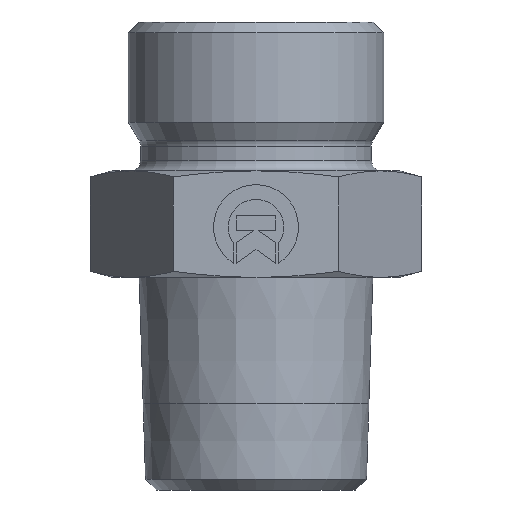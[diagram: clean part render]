
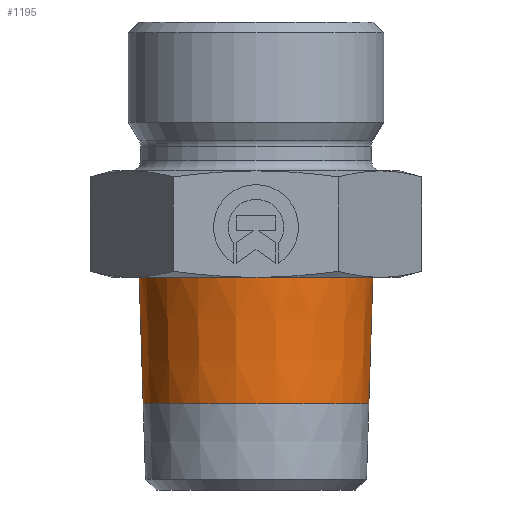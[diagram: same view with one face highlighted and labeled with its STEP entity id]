
A CAD part, left-side view. The second image highlights one B-rep face of the part: STEP entity #1195.
In plain terms, the highlighted conical face has half-angle 1.791 degrees and reference radius 10.67 mm.
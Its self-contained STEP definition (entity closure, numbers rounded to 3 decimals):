
#1084=CARTESIAN_POINT('',(-5.439,18.188,8.128));
#1085=VERTEX_POINT('',#1084);
#1086=CARTESIAN_POINT('',(-5.439,7.577,8.128));
#1087=DIRECTION('',(0.0,0.0,1.0));
#1088=DIRECTION('',(0.0,-1.0,0.0));
#1089=AXIS2_PLACEMENT_3D('',#1086,#1087,#1088);
#1090=CIRCLE('',#1089,10.611);
#1091=EDGE_CURVE('',#1085,#1085,#1090,.T.);
#1176=CARTESIAN_POINT('',(-5.439,7.577,10.0));
#1177=DIRECTION('',(0.0,0.0,1.0));
#1178=DIRECTION('',(0.0,-1.0,0.0));
#1179=AXIS2_PLACEMENT_3D('',#1176,#1177,#1178);
#1180=CONICAL_SURFACE('',#1179,10.67,1.791);
#1181=ORIENTED_EDGE('',*,*,#1091,.T.);
#1182=EDGE_LOOP('',(#1181));
#1183=FACE_OUTER_BOUND('',#1182,.T.);
#1184=CARTESIAN_POINT('',(-5.439,-3.406,20.0));
#1185=VERTEX_POINT('',#1184);
#1186=CARTESIAN_POINT('',(-5.439,7.577,20.0));
#1187=DIRECTION('',(0.0,0.0,1.0));
#1188=DIRECTION('',(0.0,-1.0,0.0));
#1189=AXIS2_PLACEMENT_3D('',#1186,#1187,#1188);
#1190=CIRCLE('',#1189,10.983);
#1191=EDGE_CURVE('',#1185,#1185,#1190,.T.);
#1192=ORIENTED_EDGE('',*,*,#1191,.F.);
#1193=EDGE_LOOP('',(#1192));
#1194=FACE_BOUND('',#1193,.T.);
#1195=ADVANCED_FACE('',(#1183,#1194),#1180,.T.);
